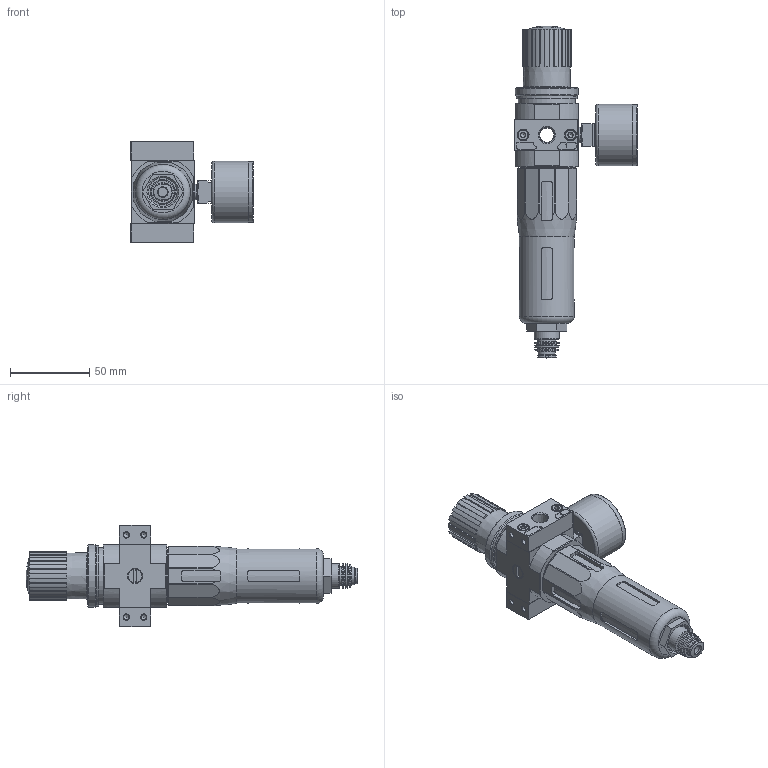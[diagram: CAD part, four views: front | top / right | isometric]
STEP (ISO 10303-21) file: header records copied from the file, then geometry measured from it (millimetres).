
FILE_DESCRIPTION(/* description */ ('STEP AP214'),/* implementation_level */ '2;1');
FILE_NAME(/* name */ '173761_LFR-1_8-D-5M-MINI-A-NPT',/* time_stamp */ '2024-09-03T19:55:02+02:00',/* author */ ('License CC BY-ND 4.0'),/* organization */ ('CADENAS'),/* preprocessor_version */ 'ST-DEVELOPER v19.3',/* originating_system */ 'PARTsolutions',/* authorisation */ ' ');
FILE_SCHEMA (('AUTOMOTIVE_DESIGN {1 0 10303 214 3 1 1}'));
Length unit declared in the file: millimetre
Products named in the file (9): 173761 LFR-1/8-D-5M-MINI-A-NPT---(0); 127304 LFR-D-5M-MINI-A--(0); 8003637 PAGN-40-16-G18; 679798 PBL-1/8-D-MINI-R-NPT--P1; DIN-912 - M4x16(F); 679797 PBL-1/8-D-MINI-L-NPT--P1; 398011 LRVS-D-MINI; 373845 LR-MINI; 526489 MS4-LFR-V
Assembly tree (11 placements, depth 2):
  173761 LFR-1/8-D-5M-MINI-A-NPT---(0)
    127304 LFR-D-5M-MINI-A--(0)
    8003637 PAGN-40-16-G18
    679798 PBL-1/8-D-MINI-R-NPT--P1
    DIN-912 - M4x16(F)  x4
    679797 PBL-1/8-D-MINI-L-NPT--P1
    398011 LRVS-D-MINI
    373845 LR-MINI
    526489 MS4-LFR-V
Bounding box: 77.75 x 210.02 x 64 mm (x, y, z)
Volume: 243771.8 mm3; surface area: 50424.8 mm2
Topology: 11 solids, 11 shells, 615 faces, 1479 edges, 937 vertices
Faces by surface type: plane 321, cylinder 162, cone 100, torus 27, sphere 5
Full cylindrical faces by diameter (mm): 3.242 x8, 4 x4, 4.3 x1, 6 x1, 6.2 x1, 6.9 x1, 7 x4, 8.2 x1, 8.4 x1, 8.566 x2, 9.728 x2, 11 x2, 11.4 x1, 11.6 x1, 11.8 x1, 12.2 x2, 15.7 x1, 15.8 x2, 18 x1, 24.9 x1, 26.9 x1, 33.9 x1, 34.376 x1, 34.7 x1, 36 x2, 38.5 x1, 38.7 x1, 39 x1, 39.8 x1
Entity records: 17971 total; most frequent: CARTESIAN_POINT 3164, DIRECTION 2602, ORIENTED_EDGE 2360, EDGE_CURVE 1180, AXIS2_PLACEMENT_3D 1025, VERTEX_POINT 845, FACE_BOUND 731, EDGE_LOOP 722
